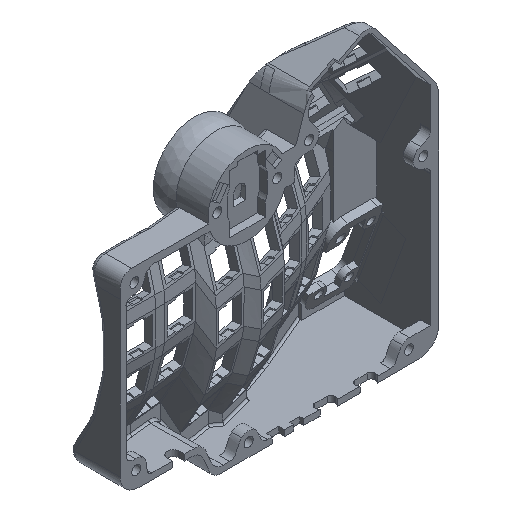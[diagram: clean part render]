
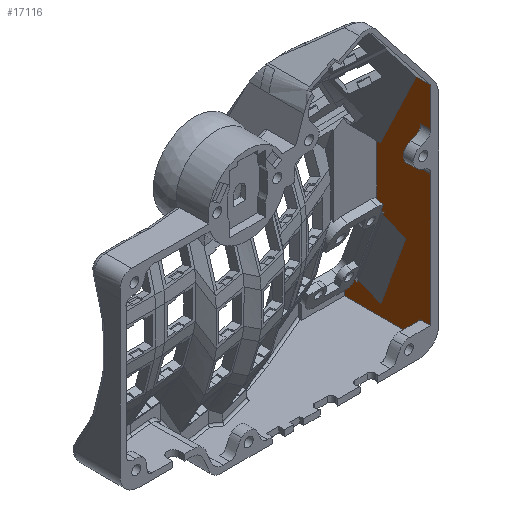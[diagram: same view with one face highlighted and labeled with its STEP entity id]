
A CAD part, isometric view. The second image highlights one B-rep face of the part: STEP entity #17116.
In plain terms, the highlighted planar face has unit normal (-1, 0, 0).
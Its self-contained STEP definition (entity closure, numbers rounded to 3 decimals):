
#559=PLANE('',#18135);
#1264=FACE_OUTER_BOUND('',#2218,.T.);
#2218=EDGE_LOOP('',(#12199,#12200,#12201,#12202,#12203,#12204,#12205,#12206,
#12207,#12208,#12209,#12210,#12211,#12212,#12213,#12214,#12215,#12216,#12217,
#12218,#12219,#12220,#12221,#12222));
#3191=LINE('',#23304,#5343);
#3210=LINE('',#23341,#5362);
#3215=LINE('',#23364,#5367);
#3249=LINE('',#23474,#5401);
#3270=LINE('',#23534,#5422);
#3272=LINE('',#23541,#5424);
#3326=LINE('',#23682,#5478);
#3330=LINE('',#23691,#5482);
#3331=LINE('',#23694,#5483);
#3332=LINE('',#23697,#5484);
#3333=LINE('',#23699,#5485);
#3334=LINE('',#23700,#5486);
#3335=LINE('',#23701,#5487);
#3336=LINE('',#23703,#5488);
#3337=LINE('',#23705,#5489);
#3338=LINE('',#23707,#5490);
#3339=LINE('',#23709,#5491);
#3340=LINE('',#23711,#5492);
#3341=LINE('',#23713,#5493);
#3342=LINE('',#23715,#5494);
#3343=LINE('',#23717,#5495);
#3344=LINE('',#23719,#5496);
#3345=LINE('',#23720,#5497);
#3346=LINE('',#23721,#5498);
#5343=VECTOR('',#19102,10.);
#5362=VECTOR('',#19123,10.);
#5367=VECTOR('',#19140,10.);
#5401=VECTOR('',#19238,10.);
#5422=VECTOR('',#19287,10.);
#5424=VECTOR('',#19293,10.);
#5478=VECTOR('',#19443,10.);
#5482=VECTOR('',#19451,10.);
#5483=VECTOR('',#19454,10.);
#5484=VECTOR('',#19457,10.);
#5485=VECTOR('',#19458,10.);
#5486=VECTOR('',#19459,10.);
#5487=VECTOR('',#19460,10.);
#5488=VECTOR('',#19461,10.);
#5489=VECTOR('',#19462,10.);
#5490=VECTOR('',#19463,10.);
#5491=VECTOR('',#19464,10.);
#5492=VECTOR('',#19465,10.);
#5493=VECTOR('',#19466,10.);
#5494=VECTOR('',#19467,10.);
#5495=VECTOR('',#19468,10.);
#5496=VECTOR('',#19469,10.);
#5497=VECTOR('',#19470,10.);
#5498=VECTOR('',#19471,10.);
#7655=VERTEX_POINT('',#23301);
#7656=VERTEX_POINT('',#23303);
#7673=VERTEX_POINT('',#23339);
#7680=VERTEX_POINT('',#23362);
#7681=VERTEX_POINT('',#23363);
#7724=VERTEX_POINT('',#23472);
#7725=VERTEX_POINT('',#23473);
#7750=VERTEX_POINT('',#23533);
#7753=VERTEX_POINT('',#23539);
#7792=VERTEX_POINT('',#23680);
#7794=VERTEX_POINT('',#23688);
#7795=VERTEX_POINT('',#23689);
#7796=VERTEX_POINT('',#23692);
#7797=VERTEX_POINT('',#23696);
#7798=VERTEX_POINT('',#23698);
#7799=VERTEX_POINT('',#23702);
#7800=VERTEX_POINT('',#23704);
#7801=VERTEX_POINT('',#23706);
#7802=VERTEX_POINT('',#23708);
#7803=VERTEX_POINT('',#23710);
#7804=VERTEX_POINT('',#23712);
#7805=VERTEX_POINT('',#23714);
#7806=VERTEX_POINT('',#23716);
#7807=VERTEX_POINT('',#23718);
#9296=EDGE_CURVE('',#7655,#7656,#3191,.T.);
#9315=EDGE_CURVE('',#7655,#7673,#3210,.T.);
#9324=EDGE_CURVE('',#7680,#7681,#3215,.T.);
#9378=EDGE_CURVE('',#7724,#7725,#3249,.T.);
#9409=EDGE_CURVE('',#7724,#7750,#3270,.T.);
#9413=EDGE_CURVE('',#7753,#7681,#3272,.T.);
#9484=EDGE_CURVE('',#7753,#7792,#3326,.T.);
#9488=EDGE_CURVE('',#7792,#7794,#3330,.T.);
#9490=EDGE_CURVE('',#7795,#7796,#3331,.T.);
#9491=EDGE_CURVE('',#7797,#7794,#3332,.T.);
#9492=EDGE_CURVE('',#7797,#7798,#3333,.T.);
#9493=EDGE_CURVE('',#7798,#7795,#3334,.T.);
#9494=EDGE_CURVE('',#7796,#7750,#3335,.T.);
#9495=EDGE_CURVE('',#7725,#7799,#3336,.T.);
#9496=EDGE_CURVE('',#7800,#7799,#3337,.F.);
#9497=EDGE_CURVE('',#7800,#7801,#3338,.T.);
#9498=EDGE_CURVE('',#7801,#7802,#3339,.T.);
#9499=EDGE_CURVE('',#7803,#7802,#3340,.F.);
#9500=EDGE_CURVE('',#7803,#7804,#3341,.T.);
#9501=EDGE_CURVE('',#7804,#7805,#3342,.T.);
#9502=EDGE_CURVE('',#7805,#7806,#3343,.T.);
#9503=EDGE_CURVE('',#7807,#7806,#3344,.F.);
#9504=EDGE_CURVE('',#7656,#7807,#3345,.F.);
#9505=EDGE_CURVE('',#7673,#7680,#3346,.T.);
#12199=ORIENTED_EDGE('',*,*,#9324,.T.);
#12200=ORIENTED_EDGE('',*,*,#9413,.F.);
#12201=ORIENTED_EDGE('',*,*,#9484,.T.);
#12202=ORIENTED_EDGE('',*,*,#9488,.T.);
#12203=ORIENTED_EDGE('',*,*,#9491,.F.);
#12204=ORIENTED_EDGE('',*,*,#9492,.T.);
#12205=ORIENTED_EDGE('',*,*,#9493,.T.);
#12206=ORIENTED_EDGE('',*,*,#9490,.T.);
#12207=ORIENTED_EDGE('',*,*,#9494,.T.);
#12208=ORIENTED_EDGE('',*,*,#9409,.F.);
#12209=ORIENTED_EDGE('',*,*,#9378,.T.);
#12210=ORIENTED_EDGE('',*,*,#9495,.T.);
#12211=ORIENTED_EDGE('',*,*,#9496,.F.);
#12212=ORIENTED_EDGE('',*,*,#9497,.T.);
#12213=ORIENTED_EDGE('',*,*,#9498,.T.);
#12214=ORIENTED_EDGE('',*,*,#9499,.F.);
#12215=ORIENTED_EDGE('',*,*,#9500,.T.);
#12216=ORIENTED_EDGE('',*,*,#9501,.T.);
#12217=ORIENTED_EDGE('',*,*,#9502,.T.);
#12218=ORIENTED_EDGE('',*,*,#9503,.F.);
#12219=ORIENTED_EDGE('',*,*,#9504,.F.);
#12220=ORIENTED_EDGE('',*,*,#9296,.F.);
#12221=ORIENTED_EDGE('',*,*,#9315,.T.);
#12222=ORIENTED_EDGE('',*,*,#9505,.T.);
#17116=ADVANCED_FACE('',(#1264),#559,.F.);
#18135=AXIS2_PLACEMENT_3D('',#23695,#19455,#19456);
#19102=DIRECTION('',(0.,-0.431,0.902));
#19123=DIRECTION('',(0.,1.,0.));
#19140=DIRECTION('',(0.,-0.94,-0.342));
#19238=DIRECTION('',(0.,0.94,0.342));
#19287=DIRECTION('',(0.,-0.342,0.94));
#19293=DIRECTION('',(0.,-0.342,0.94));
#19443=DIRECTION('',(0.,-0.94,-0.342));
#19451=DIRECTION('',(0.,0.342,-0.94));
#19454=DIRECTION('',(0.,0.342,-0.94));
#19455=DIRECTION('center_axis',(1.,0.,0.));
#19456=DIRECTION('ref_axis',(0.,0.,
-1.));
#19457=DIRECTION('',(0.,0.94,0.342));
#19458=DIRECTION('',(0.,0.342,-0.94));
#19459=DIRECTION('',(0.,0.94,0.342));
#19460=DIRECTION('',(0.,0.94,0.342));
#19461=DIRECTION('',(0.,0.,-1.));
#19462=DIRECTION('',(0.,-1.,0.));
#19463=DIRECTION('',(0.,0.,1.));
#19464=DIRECTION('',(0.,-1.,0.));
#19465=DIRECTION('',(0.,0.,1.));
#19466=DIRECTION('',(0.,1.,0.));
#19467=DIRECTION('',(0.,0.,1.));
#19468=DIRECTION('',(0.,-1.,0.));
#19469=DIRECTION('',(0.,0.,1.));
#19470=DIRECTION('',(0.,1.,0.));
#19471=DIRECTION('',(0.,0.,-1.));
#23301=CARTESIAN_POINT('',(74.942,25.,-12.353));
#23303=CARTESIAN_POINT('',(74.942,7.079,25.189));
#23304=CARTESIAN_POINT('',(74.942,5.149,29.232));
#23339=CARTESIAN_POINT('',(74.942,27.,-12.353));
#23341=CARTESIAN_POINT('',(74.942,25.,-12.353));
#23362=CARTESIAN_POINT('',(74.942,27.,-37.19));
#23363=CARTESIAN_POINT('',(74.942,23.659,-38.405));
#23364=CARTESIAN_POINT('',(74.942,39.164,-32.762));
#23472=CARTESIAN_POINT('',(74.942,38.98,-80.498));
#23473=CARTESIAN_POINT('',(74.942,43.,-79.035));
#23474=CARTESIAN_POINT('',(74.942,54.485,-74.855));
#23533=CARTESIAN_POINT('',(74.942,38.039,-77.913));
#23534=CARTESIAN_POINT('',(74.942,15.29,-15.41));
#23539=CARTESIAN_POINT('',(74.942,24.6,-40.991));
#23541=CARTESIAN_POINT('',(74.942,15.29,-15.41));
#23680=CARTESIAN_POINT('',(74.942,23.191,-41.504));
#23682=CARTESIAN_POINT('',(74.942,40.105,-35.347));
#23688=CARTESIAN_POINT('',(74.942,23.767,-43.087));
#23689=CARTESIAN_POINT('',(74.942,36.251,-77.386));
#23691=CARTESIAN_POINT('',(74.942,13.88,-15.923));
#23692=CARTESIAN_POINT('',(74.942,36.629,-78.426));
#23694=CARTESIAN_POINT('',(74.942,13.88,-15.923));
#23695=CARTESIAN_POINT('Origin',(74.942,0.,
28.902));
#23696=CARTESIAN_POINT('',(74.942,12.312,-47.257));
#23697=CARTESIAN_POINT('',(74.942,33.389,-39.585));
#23698=CARTESIAN_POINT('',(74.942,24.795,-81.556));
#23699=CARTESIAN_POINT('',(74.942,2.474,-20.228));
#23700=CARTESIAN_POINT('',(74.942,41.465,-75.489));
#23701=CARTESIAN_POINT('',(74.942,53.544,-72.27));
#23702=CARTESIAN_POINT('',(74.942,43.,-87.363));
#23703=CARTESIAN_POINT('',(74.942,43.,-0.165));
#23704=CARTESIAN_POINT('',(74.942,5.,-87.363));
#23705=CARTESIAN_POINT('',(74.942,0.,-87.363));
#23706=CARTESIAN_POINT('',(74.942,5.,-78.745));
#23707=CARTESIAN_POINT('',(74.942,5.,-27.073));
#23708=CARTESIAN_POINT('',(74.942,0.,-78.745));
#23709=CARTESIAN_POINT('',(74.942,0.,-78.745));
#23710=CARTESIAN_POINT('',(74.942,0.,-13.181));
#23711=CARTESIAN_POINT('',(74.942,0.,19.307));
#23712=CARTESIAN_POINT('',(74.942,5.,-13.181));
#23713=CARTESIAN_POINT('',(74.942,0.,-13.181));
#23714=CARTESIAN_POINT('',(74.942,5.,5.877));
#23715=CARTESIAN_POINT('',(74.942,5.,12.625));
#23716=CARTESIAN_POINT('',(74.942,0.,5.877));
#23717=CARTESIAN_POINT('',(74.942,0.,5.877));
#23718=CARTESIAN_POINT('',(74.942,0.,25.189));
#23719=CARTESIAN_POINT('',(74.942,0.,19.307));
#23720=CARTESIAN_POINT('',(74.942,0.,25.189));
#23721=CARTESIAN_POINT('',(74.942,27.,-0.165));
